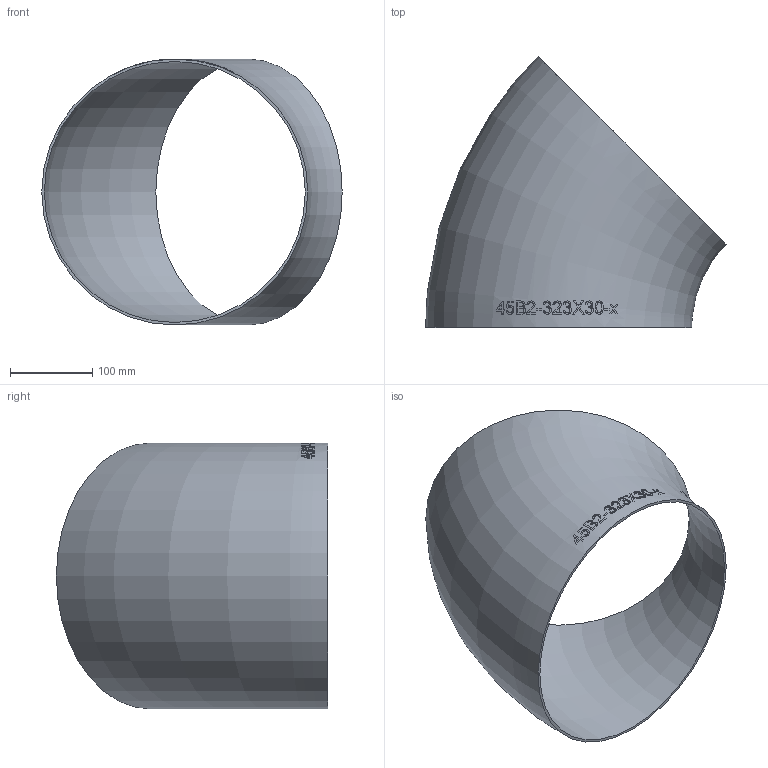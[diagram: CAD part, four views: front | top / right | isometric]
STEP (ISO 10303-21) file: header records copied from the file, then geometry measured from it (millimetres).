
FILE_DESCRIPTION (( 'STEP AP214' ), '1' );
FILE_NAME ('45B2-323X30-x Bogen 2005.STEP', '2020-05-06T10:48:38', ( '' ), ( '' ), 'SwSTEP 2.0', 'SolidWorks 2019', '' );
FILE_SCHEMA (( 'AUTOMOTIVE_DESIGN' ));
Length unit declared in the file: millimetre
Products named in the file (1): 45B2-323X30-x Bogen 2005
Bounding box: 365.8 x 330.18 x 323.9 mm (x, y, z)
Volume: 724462.9 mm3; surface area: 489071.5 mm2
Topology: 1 solids, 1 shells, 197 faces, 538 edges, 359 vertices
Faces by surface type: bspline 175, torus 20, plane 2
Entity records: 37398 total; most frequent: CARTESIAN_POINT 31918, ORIENTED_EDGE 1058, EDGE_CURVE 529, B_SPLINE_CURVE_WITH_KNOTS 525, VERTEX_POINT 354, EDGE_LOOP 217, FACE_OUTER_BOUND 198, ADVANCED_FACE 196
